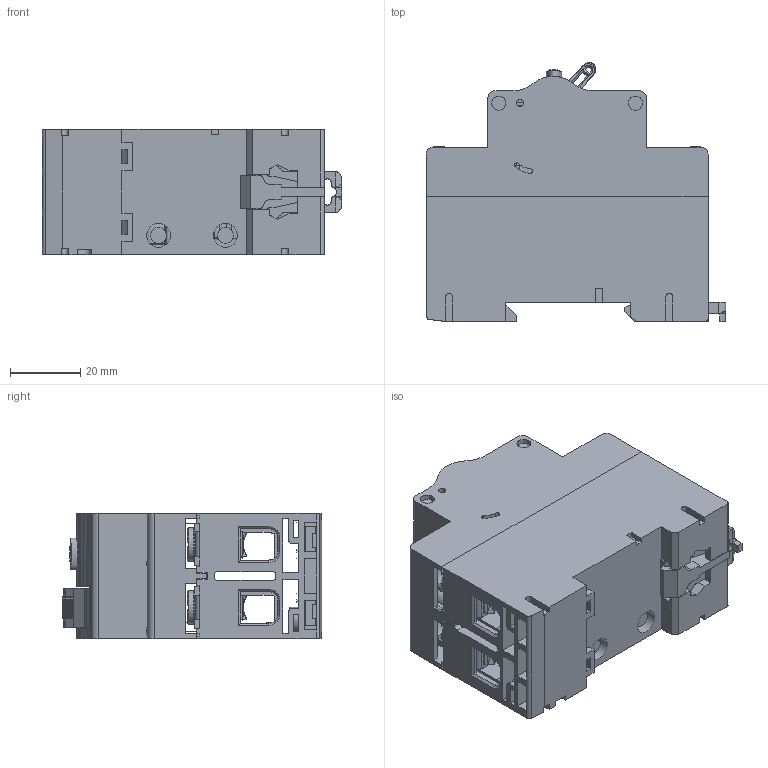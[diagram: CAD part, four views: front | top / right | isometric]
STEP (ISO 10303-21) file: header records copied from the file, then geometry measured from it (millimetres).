
FILE_DESCRIPTION (( 'STEP AP214' ), '1' );
FILE_NAME ('2LD.292.121.1-12.STEP', '2018-04-24T02:39:23', ( '' ), ( '' ), 'SwSTEP 2.0', 'SolidWorks 2011', '' );
FILE_SCHEMA (( 'AUTOMOTIVE_DESIGN' ));
Length unit declared in the file: millimetre
Products named in the file (1): 2LD.292.121.1-12
Bounding box: 85 x 73.63 x 35.6 mm (x, y, z)
Surface area: 39725.7 mm2 (no closed solid volume)
Topology: 0 solids, 37 shells, 836 faces, 3598 edges, 2695 vertices
Faces by surface type: plane 602, cylinder 195, cone 15, bspline 14, torus 10
Full cylindrical faces by diameter (mm): 1.6 x1, 2 x2, 4 x3, 4.8 x2, 5 x4, 6.8 x2, 8 x4, 9.6 x4
Entity records: 46054 total; most frequent: CARTESIAN_POINT 8177, DIRECTION 5824, ORIENTED_EDGE 5222, EDGE_CURVE 3540, VECTOR 2694, LINE 2694, VERTEX_POINT 2675, AXIS2_PLACEMENT_3D 1565
